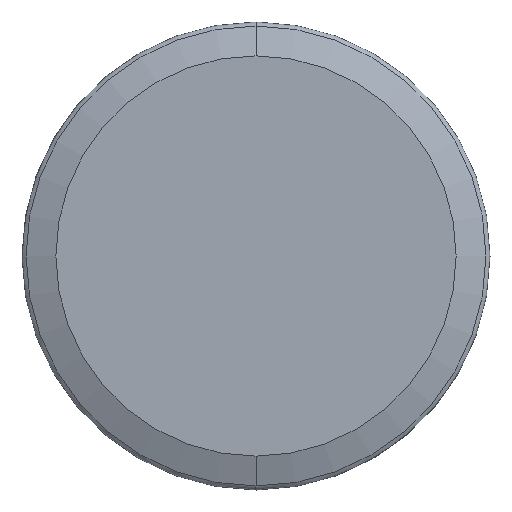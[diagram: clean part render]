
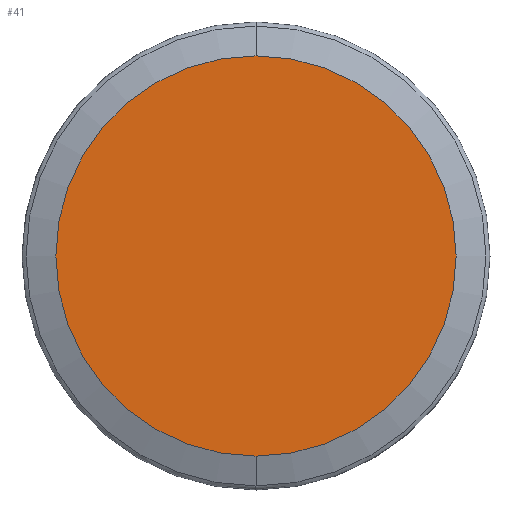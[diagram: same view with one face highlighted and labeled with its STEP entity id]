
A CAD part, left-side view. The second image highlights one B-rep face of the part: STEP entity #41.
In plain terms, the highlighted planar face has unit normal (-1, 0, 0).
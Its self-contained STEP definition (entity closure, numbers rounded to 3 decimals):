
#41=ADVANCED_FACE('',(#65),#64,.T.);
#64=PLANE('',#204);
#65=FACE_OUTER_BOUND('',#205,.T.);
#201=CARTESIAN_POINT('',(0.,-94.451,-107.515));
#202=DIRECTION('',(-1.,0.,0.));
#203=DIRECTION('',(0.,0.,1.));
#204=AXIS2_PLACEMENT_3D('',#201,#202,#203);
#205=EDGE_LOOP('',(#324,#325));
#324=ORIENTED_EDGE('',*,*,#376,.T.);
#325=ORIENTED_EDGE('',*,*,#377,.T.);
#376=EDGE_CURVE('',#414,#415,#416,.T.);
#377=EDGE_CURVE('',#415,#414,#422,.T.);
#414=VERTEX_POINT('',#582);
#415=VERTEX_POINT('',#583);
#416=CIRCLE('',#587,48.758);
#422=CIRCLE('',#591,48.758);
#582=CARTESIAN_POINT('',(0.,0.,48.758));
#583=CARTESIAN_POINT('',(0.,0.,-48.758));
#584=CARTESIAN_POINT('',(0.,0.,0.));
#585=DIRECTION('',(-1.,0.,0.));
#586=DIRECTION('',(0.,0.,1.));
#587=AXIS2_PLACEMENT_3D('',#584,#585,#586);
#588=CARTESIAN_POINT('',(0.,0.,0.));
#589=DIRECTION('',(-1.,0.,0.));
#590=DIRECTION('',(0.,0.,1.));
#591=AXIS2_PLACEMENT_3D('',#588,#589,#590);
